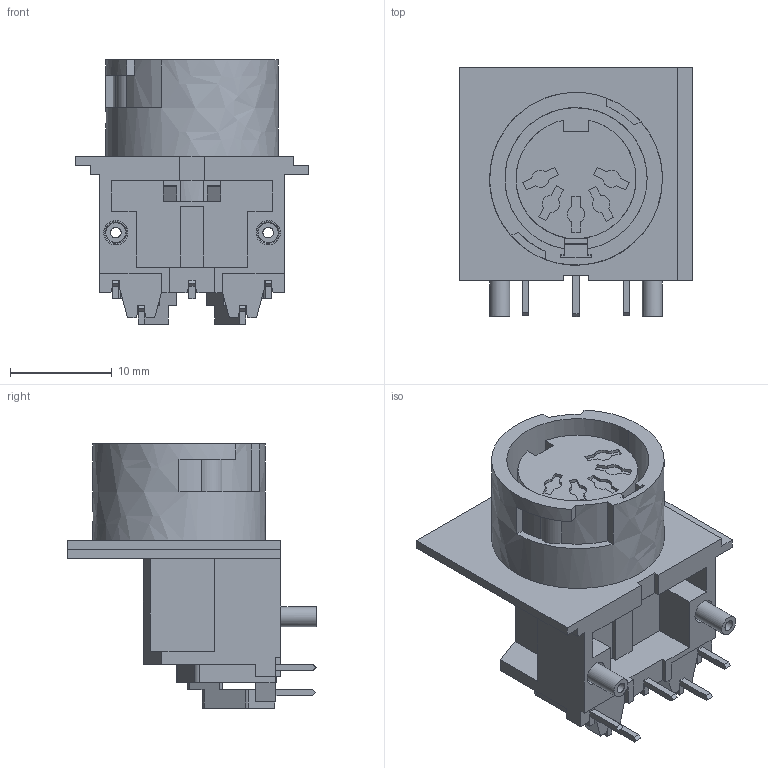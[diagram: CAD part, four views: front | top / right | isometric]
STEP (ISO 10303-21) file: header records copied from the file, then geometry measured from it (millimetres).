
FILE_DESCRIPTION((''),'2;1');
FILE_NAME('T_3397_600_U_3D_Modell.stp', '2011-06-21T09:28:31',('User'),('SDRC'),'I-DEAS Master Series','UNIX','Yes');
FILE_SCHEMA(('CONFIG_CONTROL_DESIGN', 'GEOMETRIC_VALIDATION_PROPERTIES_MIM','SHAPE_APPEARANCE_LAYER_MIM'));
Length unit declared in the file: millimetre
Assembly tree (8 placements, depth 0):
Bounding box: 23 x 24.56 x 26 mm (x, y, z)
Volume: 4023.2 mm3; surface area: 4894.1 mm2
Topology: 8 solids, 18 shells, 454 faces, 1223 edges, 821 vertices
Faces by surface type: bspline 454
Entity records: 14800 total; most frequent: CARTESIAN_POINT 6192, ORIENTED_EDGE 2408, EDGE_CURVE 1204, VERTEX_POINT 797, B_SPLINE_CURVE_WITH_KNOTS 659, EDGE_LOOP 473, FACE_OUTER_BOUND 448, ADVANCED_FACE 448
